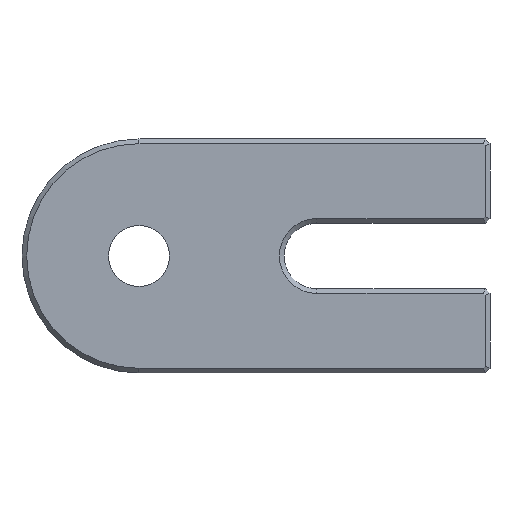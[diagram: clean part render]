
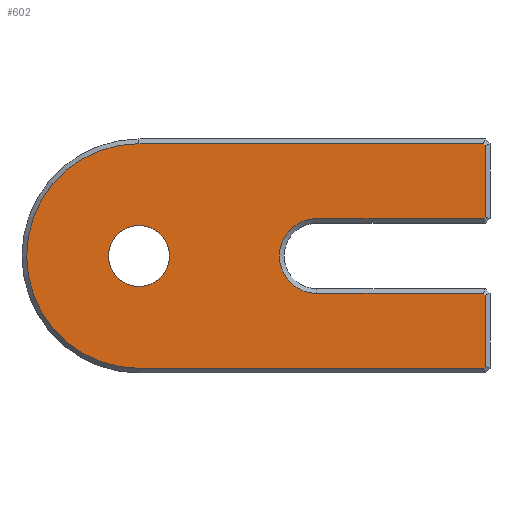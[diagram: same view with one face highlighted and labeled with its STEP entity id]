
A CAD part, front view. The second image highlights one B-rep face of the part: STEP entity #602.
In plain terms, the highlighted planar face has unit normal (0, -1, 0).
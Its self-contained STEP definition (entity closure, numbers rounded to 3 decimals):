
#6 = VERTEX_POINT ( 'NONE', #810 ) ;
#10 = AXIS2_PLACEMENT_3D ( 'NONE', #542, #820, #353 ) ;
#28 = DIRECTION ( 'NONE',  ( -1., 0., 0. ) ) ;
#45 = EDGE_CURVE ( 'NONE', #867, #789, #280, .T. ) ;
#57 = DIRECTION ( 'NONE',  ( -1., 0., 0. ) ) ;
#75 = DIRECTION ( 'NONE',  ( 0., 0., 1. ) ) ;
#77 = EDGE_CURVE ( 'NONE', #768, #824, #307, .T. ) ;
#85 = VERTEX_POINT ( 'NONE', #337 ) ;
#86 = AXIS2_PLACEMENT_3D ( 'NONE', #825, #924, #527 ) ;
#87 = VECTOR ( 'NONE', #57, 1000. ) ;
#99 = EDGE_LOOP ( 'NONE', ( #454, #500 ) ) ;
#114 = VECTOR ( 'NONE', #133, 1000. ) ;
#128 = CARTESIAN_POINT ( 'NONE',  ( 19., -4.75, -4. ) ) ;
#132 = LINE ( 'NONE', #690, #1117 ) ;
#133 = DIRECTION ( 'NONE',  ( 1., 0., 0. ) ) ;
#174 = DIRECTION ( 'NONE',  ( 0., 0., 1. ) ) ;
#196 = ORIENTED_EDGE ( 'NONE', *, *, #77, .T. ) ;
#202 = CARTESIAN_POINT ( 'NONE',  ( 0., -4.75, 3.25 ) ) ;
#218 = EDGE_CURVE ( 'NONE', #85, #945, #599, .T. ) ;
#224 = FACE_BOUND ( 'NONE', #99, .T. ) ;
#235 = DIRECTION ( 'NONE',  ( 1., 0., 0. ) ) ;
#239 = CARTESIAN_POINT ( 'NONE',  ( 36.646, -4.75, -3.854 ) ) ;
#240 = CARTESIAN_POINT ( 'NONE',  ( 36.793, -4.75, -12. ) ) ;
#243 = VERTEX_POINT ( 'NONE', #378 ) ;
#266 = VECTOR ( 'NONE', #815, 1000. ) ;
#278 = CARTESIAN_POINT ( 'NONE',  ( 37., -4.75, 11.793 ) ) ;
#280 = LINE ( 'NONE', #239, #553 ) ;
#284 = DIRECTION ( 'NONE',  ( 0., 1., 0. ) ) ;
#303 = LINE ( 'NONE', #957, #479 ) ;
#304 = VERTEX_POINT ( 'NONE', #278 ) ;
#307 = LINE ( 'NONE', #637, #266 ) ;
#337 = CARTESIAN_POINT ( 'NONE',  ( 0., -4.75, -3.25 ) ) ;
#342 = EDGE_CURVE ( 'NONE', #915, #544, #303, .T. ) ;
#350 = VERTEX_POINT ( 'NONE', #386 ) ;
#353 = DIRECTION ( 'NONE',  ( 0., 0., 1. ) ) ;
#371 = CARTESIAN_POINT ( 'NONE',  ( 0., -4.75, 4. ) ) ;
#378 = CARTESIAN_POINT ( 'NONE',  ( 0., -4.75, 12. ) ) ;
#386 = CARTESIAN_POINT ( 'NONE',  ( 36.793, -4.75, 12. ) ) ;
#392 = EDGE_CURVE ( 'NONE', #544, #867, #1101, .T. ) ;
#407 = ORIENTED_EDGE ( 'NONE', *, *, #45, .T. ) ;
#454 = ORIENTED_EDGE ( 'NONE', *, *, #1025, .T. ) ;
#456 = CARTESIAN_POINT ( 'NONE',  ( 19., -4.75, 0. ) ) ;
#462 = DIRECTION ( 'NONE',  ( 0., 0., 1. ) ) ;
#468 = EDGE_CURVE ( 'NONE', #824, #304, #890, .T. ) ;
#473 = DIRECTION ( 'NONE',  ( 0.707, 0., 0.707 ) ) ;
#475 = EDGE_CURVE ( 'NONE', #6, #768, #865, .T. ) ;
#477 = LINE ( 'NONE', #638, #87 ) ;
#479 = VECTOR ( 'NONE', #473, 1000. ) ;
#481 = ORIENTED_EDGE ( 'NONE', *, *, #938, .T. ) ;
#493 = ORIENTED_EDGE ( 'NONE', *, *, #392, .T. ) ;
#500 = ORIENTED_EDGE ( 'NONE', *, *, #218, .T. ) ;
#502 = CARTESIAN_POINT ( 'NONE',  ( 37., -4.75, 4.207 ) ) ;
#507 = CARTESIAN_POINT ( 'NONE',  ( 0., -4.75, 12. ) ) ;
#527 = DIRECTION ( 'NONE',  ( 0., 0., 1. ) ) ;
#531 = CIRCLE ( 'NONE', #86, 12. ) ;
#535 = ORIENTED_EDGE ( 'NONE', *, *, #774, .T. ) ;
#542 = CARTESIAN_POINT ( 'NONE',  ( 0., -4.75, 0. ) ) ;
#544 = VERTEX_POINT ( 'NONE', #1182 ) ;
#550 = CARTESIAN_POINT ( 'NONE',  ( 0., -4.75, 0. ) ) ;
#553 = VECTOR ( 'NONE', #1091, 1000. ) ;
#571 = EDGE_CURVE ( 'NONE', #350, #243, #987, .T. ) ;
#595 = VECTOR ( 'NONE', #935, 1000. ) ;
#599 = CIRCLE ( 'NONE', #1010, 3.25 ) ;
#602 = ADVANCED_FACE ( 'NONE', ( #224, #1229 ), #623, .F. ) ;
#612 = ORIENTED_EDGE ( 'NONE', *, *, #475, .T. ) ;
#623 = PLANE ( 'NONE',  #10 ) ;
#637 = CARTESIAN_POINT ( 'NONE',  ( 37.146, -4.75, 4.354 ) ) ;
#638 = CARTESIAN_POINT ( 'NONE',  ( 0., -4.75, -4. ) ) ;
#653 = DIRECTION ( 'NONE',  ( 0., 1., 0. ) ) ;
#665 = EDGE_CURVE ( 'NONE', #789, #776, #477, .T. ) ;
#679 = CIRCLE ( 'NONE', #1034, 4. ) ;
#689 = EDGE_CURVE ( 'NONE', #243, #1033, #531, .T. ) ;
#690 = CARTESIAN_POINT ( 'NONE',  ( 36.646, -4.75, 12.146 ) ) ;
#711 = ORIENTED_EDGE ( 'NONE', *, *, #468, .T. ) ;
#717 = AXIS2_PLACEMENT_3D ( 'NONE', #550, #1030, #462 ) ;
#719 = CARTESIAN_POINT ( 'NONE',  ( 37., -4.75, -4.207 ) ) ;
#723 = EDGE_CURVE ( 'NONE', #776, #6, #679, .T. ) ;
#768 = VERTEX_POINT ( 'NONE', #886 ) ;
#774 = EDGE_CURVE ( 'NONE', #1033, #915, #780, .T. ) ;
#776 = VERTEX_POINT ( 'NONE', #128 ) ;
#780 = LINE ( 'NONE', #1067, #114 ) ;
#787 = CARTESIAN_POINT ( 'NONE',  ( 36.793, -4.75, -4. ) ) ;
#789 = VERTEX_POINT ( 'NONE', #787 ) ;
#797 = ORIENTED_EDGE ( 'NONE', *, *, #342, .T. ) ;
#800 = CARTESIAN_POINT ( 'NONE',  ( 37., -4.75, 0. ) ) ;
#810 = CARTESIAN_POINT ( 'NONE',  ( 19., -4.75, 4. ) ) ;
#815 = DIRECTION ( 'NONE',  ( 0.707, 0., 0.707 ) ) ;
#820 = DIRECTION ( 'NONE',  ( 0., 1., 0. ) ) ;
#824 = VERTEX_POINT ( 'NONE', #502 ) ;
#825 = CARTESIAN_POINT ( 'NONE',  ( 0., -4.75, 0. ) ) ;
#835 = ORIENTED_EDGE ( 'NONE', *, *, #571, .T. ) ;
#865 = LINE ( 'NONE', #371, #962 ) ;
#867 = VERTEX_POINT ( 'NONE', #719 ) ;
#878 = VECTOR ( 'NONE', #897, 1000. ) ;
#886 = CARTESIAN_POINT ( 'NONE',  ( 36.793, -4.75, 4. ) ) ;
#890 = LINE ( 'NONE', #800, #878 ) ;
#897 = DIRECTION ( 'NONE',  ( 0., 0., 1. ) ) ;
#915 = VERTEX_POINT ( 'NONE', #240 ) ;
#924 = DIRECTION ( 'NONE',  ( 0., -1., 0. ) ) ;
#935 = DIRECTION ( 'NONE',  ( 0., 0., 1. ) ) ;
#938 = EDGE_CURVE ( 'NONE', #304, #350, #132, .T. ) ;
#939 = CARTESIAN_POINT ( 'NONE',  ( 37., -4.75, 0. ) ) ;
#941 = ORIENTED_EDGE ( 'NONE', *, *, #665, .T. ) ;
#945 = VERTEX_POINT ( 'NONE', #202 ) ;
#957 = CARTESIAN_POINT ( 'NONE',  ( 37.146, -4.75, -11.646 ) ) ;
#962 = VECTOR ( 'NONE', #235, 1000. ) ;
#974 = DIRECTION ( 'NONE',  ( -0.707, 0., 0.707 ) ) ;
#987 = LINE ( 'NONE', #507, #1119 ) ;
#997 = ORIENTED_EDGE ( 'NONE', *, *, #689, .T. ) ;
#1010 = AXIS2_PLACEMENT_3D ( 'NONE', #1147, #284, #75 ) ;
#1012 = EDGE_LOOP ( 'NONE', ( #535, #797, #493, #407, #941, #1204, #612, #196, #711, #481, #835, #997 ) ) ;
#1025 = EDGE_CURVE ( 'NONE', #945, #85, #1069, .T. ) ;
#1030 = DIRECTION ( 'NONE',  ( 0., 1., 0. ) ) ;
#1033 = VERTEX_POINT ( 'NONE', #1216 ) ;
#1034 = AXIS2_PLACEMENT_3D ( 'NONE', #456, #653, #174 ) ;
#1067 = CARTESIAN_POINT ( 'NONE',  ( 0., -4.75, -12. ) ) ;
#1069 = CIRCLE ( 'NONE', #717, 3.25 ) ;
#1091 = DIRECTION ( 'NONE',  ( -0.707, 0., 0.707 ) ) ;
#1101 = LINE ( 'NONE', #939, #595 ) ;
#1117 = VECTOR ( 'NONE', #974, 1000. ) ;
#1119 = VECTOR ( 'NONE', #28, 1000. ) ;
#1147 = CARTESIAN_POINT ( 'NONE',  ( 0., -4.75, 0. ) ) ;
#1182 = CARTESIAN_POINT ( 'NONE',  ( 37., -4.75, -11.793 ) ) ;
#1204 = ORIENTED_EDGE ( 'NONE', *, *, #723, .T. ) ;
#1216 = CARTESIAN_POINT ( 'NONE',  ( 0., -4.75, -12. ) ) ;
#1229 = FACE_OUTER_BOUND ( 'NONE', #1012, .T. ) ;
